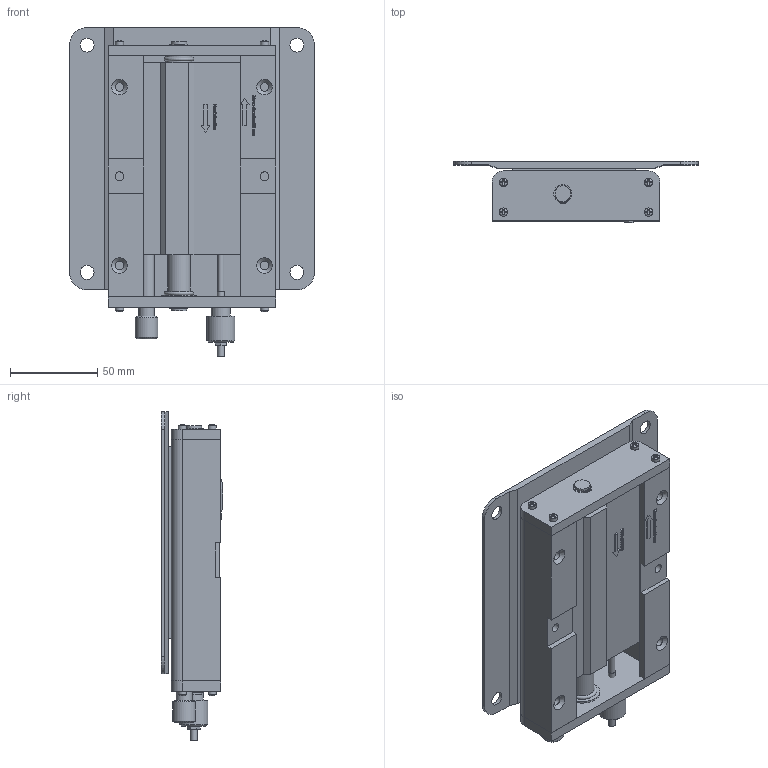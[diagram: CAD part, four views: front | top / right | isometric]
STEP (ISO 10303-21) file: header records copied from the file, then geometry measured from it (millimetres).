
FILE_DESCRIPTION(('STEP AP214'),'1');
FILE_NAME('TP3.stp','2016-12-09T10:51:43',(' '),(' '),'Spatial InterOp 3D',' ',' ');
FILE_SCHEMA(('automotive_design'));
Length unit declared in the file: millimetre
Products named in the file (36): Assembly1; Part50; Part52; Part56; Part58; Part61; Part63; Part64; Part66; Part67; Part68; Part69; Screw : Hex - M4,0 x 50,0; Nut : Standard - M4,0 x 52,324; Part73; Ring : External - M10,0 x 0,6; Screw : Fillister - M3,0 x 10,0; Part84; Part93; Part125; Text900; Text920
Assembly tree (35 placements, depth 2):
  Assembly1
    Part50
    Part52
    Part52
    Part52
    Part52
    Part56
    Part58
    Part58
    Part61
    Part63
    Part64
    Part66
    Part67
    Part68
    Part69
    Screw : Hex - M4,0 x 50,0
    Nut : Standard - M4,0 x 52,324
    Part73
    Ring : External - M10,0 x 0,6
    Ring : External - M10,0 x 0,6
    Screw : Fillister - M3,0 x 10,0
    Screw : Fillister - M3,0 x 10,0
    Screw : Fillister - M3,0 x 10,0
    Screw : Fillister - M3,0 x 10,0
    Screw : Fillister - M3,0 x 10,0
    Screw : Fillister - M3,0 x 10,0
    Screw : Fillister - M3,0 x 10,0
    Screw : Fillister - M3,0 x 10,0
    Part84
    Part84
    Part93
    Part125
    Part125
    Text900
    Text920
Bounding box: 140 x 35 x 188 mm (x, y, z)
Volume: 384469.1 mm3; surface area: 146530.9 mm2
Topology: 67 solids, 67 shells, 1813 faces, 4897 edges, 3235 vertices
Faces by surface type: plane 1703, cylinder 69, cone 31, sphere 8, torus 2
Full cylindrical faces by diameter (mm): 0.9 x4, 3.3 x1, 3.5 x1, 4 x1, 4.689 x8, 5 x10, 7 x1, 8 x4, 9 x3, 11 x1, 11.5 x4, 12 x1, 12.95 x1, 13 x3, 15 x1, 16 x1, 20 x1
Entity records: 70672 total; most frequent: CARTESIAN_POINT 9978, ORIENTED_EDGE 9612, DIRECTION 8755, EDGE_CURVE 4806, LINE 4507, VECTOR 4507, VERTEX_POINT 3219, AXIS2_PLACEMENT_3D 2124
